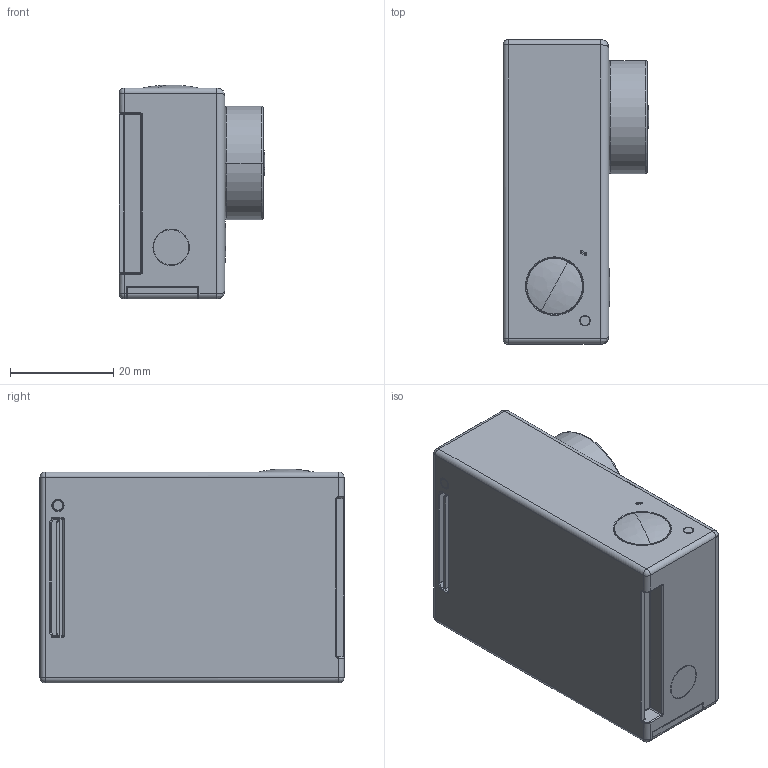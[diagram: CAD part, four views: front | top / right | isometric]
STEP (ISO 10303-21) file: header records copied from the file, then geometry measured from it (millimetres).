
FILE_DESCRIPTION(('CATIA V5 STEP Exchange'),'2;1');
FILE_NAME('Gopro Hero 4.stp','2015-09-23T16:27:10+00:00',('none'),('none'),'CATIA Version 5 Release 21 GA (IN-10)','CATIA V5 STEP AP203','none');
FILE_SCHEMA(('CONFIG_CONTROL_DESIGN'));
Length unit declared in the file: millimetre
Products named in the file (1): Gopro Hero 4
Bounding box: 28.31 x 59 x 41.47 mm (x, y, z)
Volume: 51125.3 mm3; surface area: 23518.1 mm2
Topology: 133 solids, 133 shells, 1760 faces, 4053 edges, 2564 vertices
Faces by surface type: plane 1021, cylinder 544, torus 87, sphere 38, bspline 20, cone 20, extrusion 16, revolution 14
Entity records: 48607 total; most frequent: CARTESIAN_POINT 12910, ORIENTED_EDGE 8014, DIRECTION 5648, EDGE_CURVE 4007, VECTOR 2709, LINE 2693, VERTEX_POINT 2561, AXIS2_PLACEMENT_3D 1957
